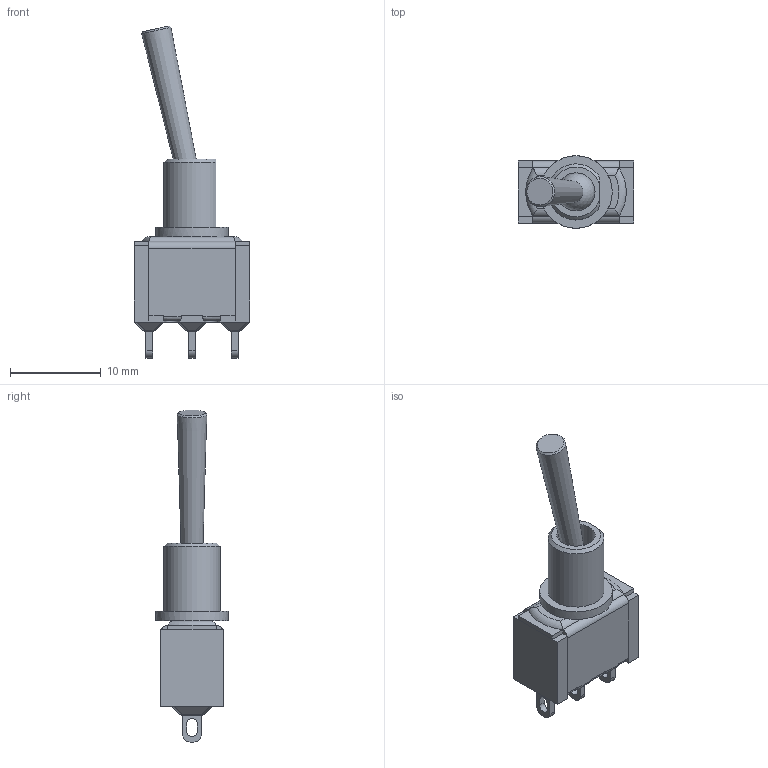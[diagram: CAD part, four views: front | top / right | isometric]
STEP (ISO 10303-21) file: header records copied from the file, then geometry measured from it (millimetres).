
FILE_DESCRIPTION(/* description */ (''),/* implementation_level */ '2;1');
FILE_NAME(/* name */ '100SPxT3B5M1xE.stp',/* time_stamp */ '2026-01-15T15:12:52-06:00',/* author */ ('jmeyers'),/* organization */ (''),/* preprocessor_version */ 'ST-DEVELOPER v18.1',/* originating_system */ 'Autodesk Inventor 2022',/* authorisation */ '');
FILE_SCHEMA (('AUTOMOTIVE_DESIGN { 1 0 10303 214 3 1 1 }'));
Length unit declared in the file: inch
Products named in the file (1): Part66
Bounding box: 12.7 x 7.98 x 36.55 mm (x, y, z)
Volume: 1126 mm3; surface area: 1100.2 mm2
Topology: 2 solids, 2 shells, 214 faces, 531 edges, 317 vertices
Faces by surface type: plane 143, cylinder 52, sphere 14, cone 3, torus 2
Full cylindrical faces by diameter (mm): 4.2 x2, 7.98 x1
Entity records: 6209 total; most frequent: CARTESIAN_POINT 1090, DIRECTION 1069, ORIENTED_EDGE 1036, EDGE_CURVE 518, LINE 385, VECTOR 385, AXIS2_PLACEMENT_3D 342, VERTEX_POINT 317
